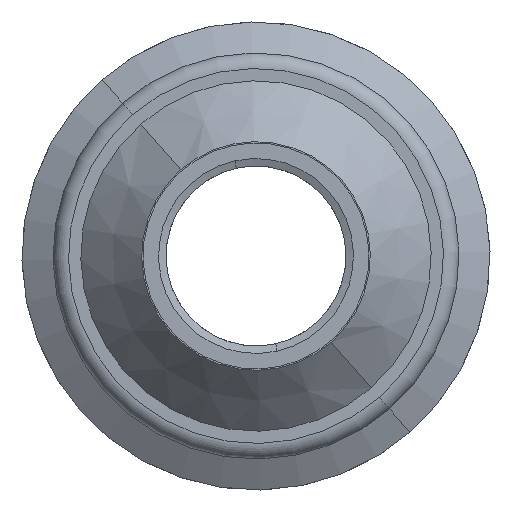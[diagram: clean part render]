
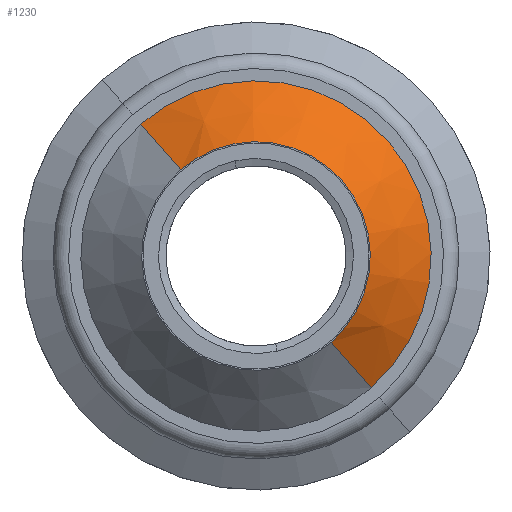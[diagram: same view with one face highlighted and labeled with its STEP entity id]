
A CAD part, front view. The second image highlights one B-rep face of the part: STEP entity #1230.
In plain terms, the highlighted conical face has half-angle 45 degrees and reference radius 8.603 mm.
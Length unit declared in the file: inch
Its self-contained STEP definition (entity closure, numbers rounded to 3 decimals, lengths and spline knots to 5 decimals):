
#36 = ORIENTED_EDGE ( 'NONE', *, *, #1720, .F. ) ;
#176 = EDGE_CURVE ( 'NONE', #1614, #1707, #1727, .T. ) ;
#199 = CARTESIAN_POINT ( 'NONE',  ( -0.22275, -0.015, 0.25516 ) ) ;
#251 = DIRECTION ( 'NONE',  ( 0., 1., 0. ) ) ;
#315 = ORIENTED_EDGE ( 'NONE', *, *, #600, .F. ) ;
#358 = CARTESIAN_POINT ( 'NONE',  ( 0.22275, -0.015, -0.25516 ) ) ;
#385 = CARTESIAN_POINT ( 'NONE',  ( 0.22275, -0.015, -0.25516 ) ) ;
#419 = DIRECTION ( 'NONE',  ( -0.658, 0., 0.753 ) ) ;
#442 = DIRECTION ( 'NONE',  ( 0., 1., 0. ) ) ;
#448 = ORIENTED_EDGE ( 'NONE', *, *, #176, .T. ) ;
#502 = FACE_OUTER_BOUND ( 'NONE', #864, .T. ) ;
#516 = DIRECTION ( 'NONE',  ( 0.465, 0.707, -0.533 ) ) ;
#597 = DIRECTION ( 'NONE',  ( -0.465, 0.707, 0.533 ) ) ;
#600 = EDGE_CURVE ( 'NONE', #723, #1707, #1277, .T. ) ;
#613 = CIRCLE ( 'NONE', #1496, 0.221 ) ;
#621 = VECTOR ( 'NONE', #597, 39.37008 ) ;
#630 = LINE ( 'NONE', #199, #621 ) ;
#650 = DIRECTION ( 'NONE',  ( -0.658, 0., 0.753 ) ) ;
#706 = CARTESIAN_POINT ( 'NONE',  ( 0., -0.015, 0. ) ) ;
#723 = VERTEX_POINT ( 'NONE', #1429 ) ;
#856 = DIRECTION ( 'NONE',  ( -0.658, 0., 0.753 ) ) ;
#864 = EDGE_LOOP ( 'NONE', ( #1311, #448, #315, #36 ) ) ;
#980 = AXIS2_PLACEMENT_3D ( 'NONE', #1187, #251, #650 ) ;
#1116 = CARTESIAN_POINT ( 'NONE',  ( -0.14534, -0.13271, 0.16649 ) ) ;
#1129 = DIRECTION ( 'NONE',  ( 0., 1., 0. ) ) ;
#1149 = CARTESIAN_POINT ( 'NONE',  ( 0.14534, -0.13271, -0.16649 ) ) ;
#1187 = CARTESIAN_POINT ( 'NONE',  ( 0., -0.015, 0. ) ) ;
#1230 = ADVANCED_FACE ( 'NONE', ( #502 ), #1581, .T. ) ;
#1277 = CIRCLE ( 'NONE', #1568, 0.33871 ) ;
#1311 = ORIENTED_EDGE ( 'NONE', *, *, #1402, .T. ) ;
#1343 = VERTEX_POINT ( 'NONE', #1116 ) ;
#1402 = EDGE_CURVE ( 'NONE', #1343, #1614, #613, .T. ) ;
#1429 = CARTESIAN_POINT ( 'NONE',  ( -0.22275, -0.015, 0.25516 ) ) ;
#1496 = AXIS2_PLACEMENT_3D ( 'NONE', #1627, #442, #419 ) ;
#1568 = AXIS2_PLACEMENT_3D ( 'NONE', #706, #1129, #856 ) ;
#1581 = CONICAL_SURFACE ( 'NONE', #980, 0.33871, 0.785 ) ;
#1614 = VERTEX_POINT ( 'NONE', #1149 ) ;
#1627 = CARTESIAN_POINT ( 'NONE',  ( 0., -0.13271, 0. ) ) ;
#1677 = VECTOR ( 'NONE', #516, 39.37008 ) ;
#1707 = VERTEX_POINT ( 'NONE', #358 ) ;
#1720 = EDGE_CURVE ( 'NONE', #1343, #723, #630, .T. ) ;
#1727 = LINE ( 'NONE', #385, #1677 ) ;
